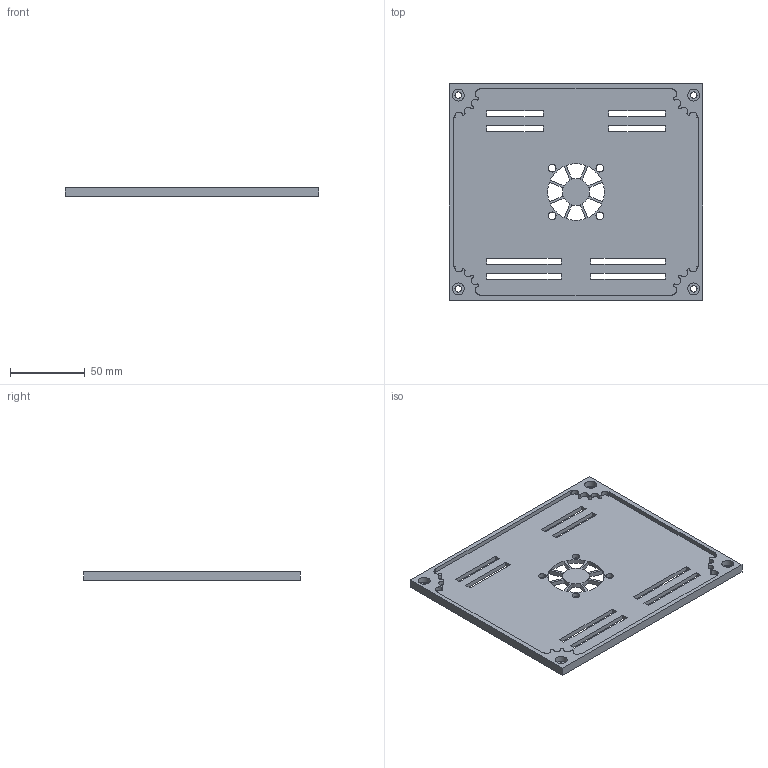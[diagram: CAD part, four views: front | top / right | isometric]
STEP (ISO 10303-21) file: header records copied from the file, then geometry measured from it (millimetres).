
FILE_DESCRIPTION(('FreeCAD Model'),'2;1');
FILE_NAME('ElectronicEnclosureTopBlank.stp','2013-01-04T18:41:40',('FreeCAD'),('FreeCAD'), 'Open CASCADE STEP processor 6.5','FreeCAD','Unknown');
FILE_SCHEMA(('AUTOMOTIVE_DESIGN_CC2 { 1 2 10303 214 -1 1 5 4 }'));
Length unit declared in the file: millimetre
Products named in the file (1): Open CASCADE STEP translator 6.5 7
Bounding box: 170 x 145 x 6 mm (x, y, z)
Volume: 74392.7 mm3; surface area: 54279.4 mm2
Topology: 1 solids, 1 shells, 127 faces, 360 edges, 240 vertices
Faces by surface type: cylinder 64, plane 63
Full cylindrical faces by diameter (mm): 4.4 x4, 5.2 x4, 8 x4
Entity records: 8990 total; most frequent: CARTESIAN_POINT 1820, DIRECTION 1322, LINE 728, VECTOR 728, ORIENTED_EDGE 720, PCURVE 720, DEFINITIONAL_REPRESENTATION 720, EDGE_CURVE 360
